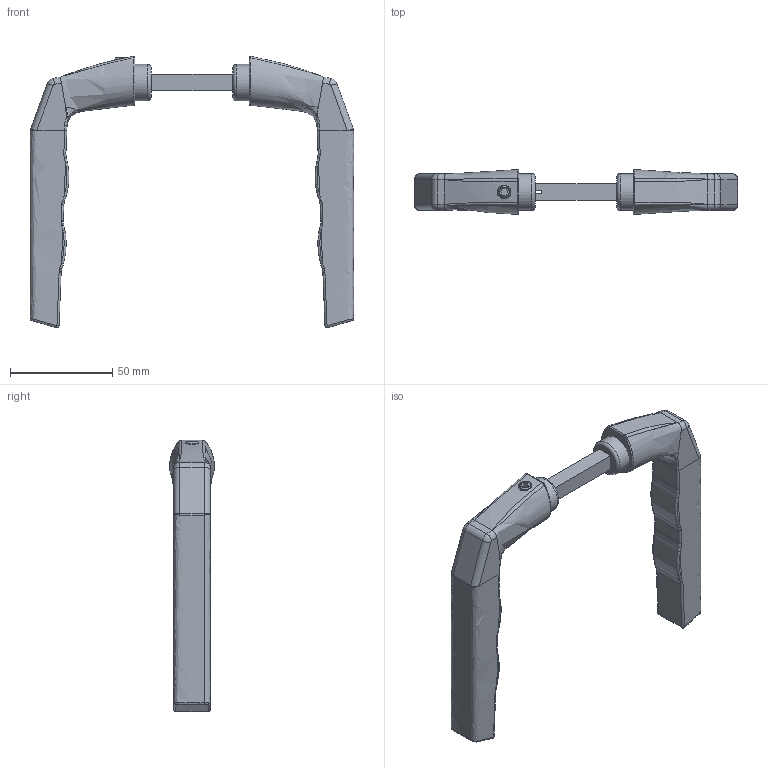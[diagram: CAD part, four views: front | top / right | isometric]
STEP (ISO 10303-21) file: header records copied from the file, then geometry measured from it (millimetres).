
FILE_DESCRIPTION (( 'STEP AP203' ), '1' );
FILE_NAME ('15390.STEP', '2023-01-26T15:56:56', ( '' ), ( '' ), 'SwSTEP 2.0', 'SolidWorks 2018', '' );
FILE_SCHEMA (( 'CONFIG_CONTROL_DESIGN' ));
Length unit declared in the file: millimetre
Products named in the file (4): 15390 Teil1_15390 Teil1; 15390 Teil2_15390 Teil2; DIN914_DIN 914 M6x8; 15390
Assembly tree (3 placements, depth 2):
  15390
    15390 Teil2_15390 Teil2
    15390 Teil1_15390 Teil1
    DIN914_DIN 914 M6x8
Bounding box: 158 x 21.92 x 132.6 mm (x, y, z)
Volume: 96859 mm3; surface area: 28406.8 mm2
Topology: 4 solids, 4 shells, 276 faces, 667 edges, 357 vertices
Faces by surface type: bspline 111, cylinder 63, plane 59, torus 30, sphere 11, cone 2
Full cylindrical faces by diameter (mm): 5 x1, 6 x1, 17.8 x2
Entity records: 15625 total; most frequent: CARTESIAN_POINT 9962, ORIENTED_EDGE 1210, DIRECTION 909, EDGE_CURVE 605, AXIS2_PLACEMENT_3D 371, VERTEX_POINT 353, EDGE_LOOP 294, FACE_OUTER_BOUND 285
